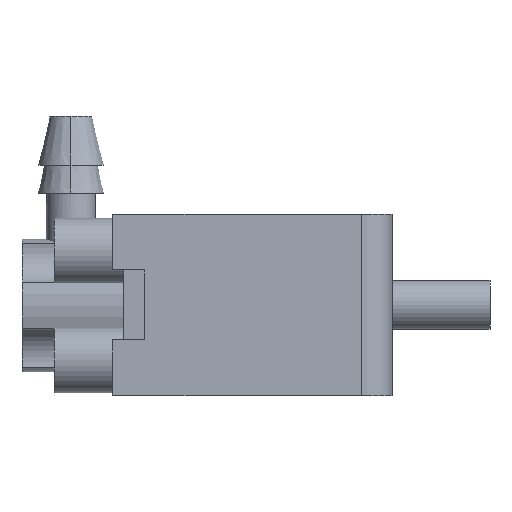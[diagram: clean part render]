
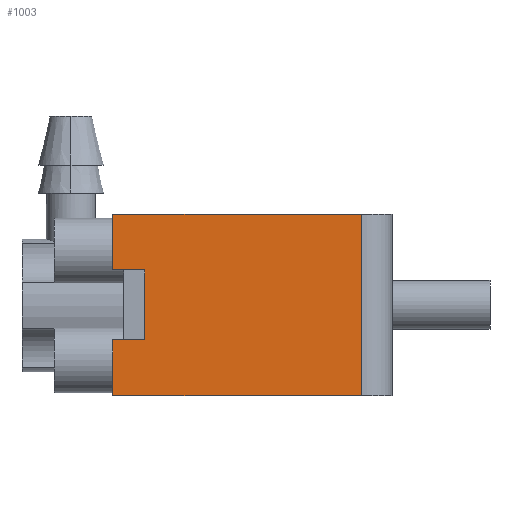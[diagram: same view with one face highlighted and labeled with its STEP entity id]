
A CAD part, front view. The second image highlights one B-rep face of the part: STEP entity #1003.
In plain terms, the highlighted planar face has unit normal (0, -1, 0).
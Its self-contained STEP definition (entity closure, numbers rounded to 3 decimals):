
#43 = VERTEX_POINT ( 'NONE', #2465 ) ;
#76 = EDGE_LOOP ( 'NONE', ( #3442, #3334, #996, #850, #2750, #3358, #970, #148 ) ) ;
#115 = LINE ( 'NONE', #2348, #980 ) ;
#148 = ORIENTED_EDGE ( 'NONE', *, *, #2303, .F. ) ;
#169 = EDGE_CURVE ( 'NONE', #3238, #43, #1943, .T. ) ;
#417 = CARTESIAN_POINT ( 'NONE',  ( -10., -7.5, 0. ) ) ;
#475 = CARTESIAN_POINT ( 'NONE',  ( -7.7, -7.5, 4. ) ) ;
#484 = DIRECTION ( 'NONE',  ( 1., 0., 0. ) ) ;
#524 = CARTESIAN_POINT ( 'NONE',  ( -10., -7.5, 13. ) ) ;
#654 = CARTESIAN_POINT ( 'NONE',  ( 7.8, -7.5, 13. ) ) ;
#678 = LINE ( 'NONE', #2474, #3413 ) ;
#721 = VECTOR ( 'NONE', #1277, 1000. ) ;
#819 = VECTOR ( 'NONE', #1223, 1000. ) ;
#838 = CARTESIAN_POINT ( 'NONE',  ( -10., -7.5, 13. ) ) ;
#843 = DIRECTION ( 'NONE',  ( -1., 0., 0. ) ) ;
#850 = ORIENTED_EDGE ( 'NONE', *, *, #2954, .T. ) ;
#861 = VERTEX_POINT ( 'NONE', #1016 ) ;
#941 = CARTESIAN_POINT ( 'NONE',  ( -10., -7.5, 9. ) ) ;
#970 = ORIENTED_EDGE ( 'NONE', *, *, #169, .T. ) ;
#980 = VECTOR ( 'NONE', #484, 1000. ) ;
#996 = ORIENTED_EDGE ( 'NONE', *, *, #1177, .T. ) ;
#1003 = ADVANCED_FACE ( 'NONE', ( #2515 ), #2419, .F. ) ;
#1013 = CARTESIAN_POINT ( 'NONE',  ( -10., -7.5, 13. ) ) ;
#1016 = CARTESIAN_POINT ( 'NONE',  ( -7.7, -7.5, 9. ) ) ;
#1068 = VERTEX_POINT ( 'NONE', #2179 ) ;
#1112 = LINE ( 'NONE', #838, #3154 ) ;
#1133 = DIRECTION ( 'NONE',  ( 0., 0., -1. ) ) ;
#1177 = EDGE_CURVE ( 'NONE', #861, #1621, #678, .T. ) ;
#1223 = DIRECTION ( 'NONE',  ( 0., 0., -1. ) ) ;
#1277 = DIRECTION ( 'NONE',  ( 0., 0., -1. ) ) ;
#1438 = LINE ( 'NONE', #1013, #721 ) ;
#1621 = VERTEX_POINT ( 'NONE', #475 ) ;
#1640 = EDGE_CURVE ( 'NONE', #2397, #3238, #115, .T. ) ;
#1644 = EDGE_CURVE ( 'NONE', #1703, #2397, #1438, .T. ) ;
#1703 = VERTEX_POINT ( 'NONE', #2622 ) ;
#1772 = CARTESIAN_POINT ( 'NONE',  ( -10., -7.5, 13. ) ) ;
#1859 = LINE ( 'NONE', #2709, #2256 ) ;
#1943 = LINE ( 'NONE', #654, #2109 ) ;
#2087 = VECTOR ( 'NONE', #2279, 1000. ) ;
#2109 = VECTOR ( 'NONE', #2521, 1000. ) ;
#2152 = CARTESIAN_POINT ( 'NONE',  ( -10., -7.5, 13. ) ) ;
#2165 = LINE ( 'NONE', #941, #2087 ) ;
#2179 = CARTESIAN_POINT ( 'NONE',  ( -10., -7.5, 9. ) ) ;
#2256 = VECTOR ( 'NONE', #843, 1000. ) ;
#2279 = DIRECTION ( 'NONE',  ( 1., 0., 0. ) ) ;
#2303 = EDGE_CURVE ( 'NONE', #2857, #43, #1112, .T. ) ;
#2348 = CARTESIAN_POINT ( 'NONE',  ( -10., -7.5, 0. ) ) ;
#2390 = CARTESIAN_POINT ( 'NONE',  ( 7.8, -7.5, 0. ) ) ;
#2397 = VERTEX_POINT ( 'NONE', #417 ) ;
#2419 = PLANE ( 'NONE',  #3341 ) ;
#2440 = DIRECTION ( 'NONE',  ( 1., 0., 0. ) ) ;
#2465 = CARTESIAN_POINT ( 'NONE',  ( 7.8, -7.5, 13. ) ) ;
#2474 = CARTESIAN_POINT ( 'NONE',  ( -7.7, -7.5, 13. ) ) ;
#2515 = FACE_OUTER_BOUND ( 'NONE', #76, .T. ) ;
#2521 = DIRECTION ( 'NONE',  ( 0., 0., 1. ) ) ;
#2622 = CARTESIAN_POINT ( 'NONE',  ( -10., -7.5, 4. ) ) ;
#2657 = DIRECTION ( 'NONE',  ( 0., 1., 0. ) ) ;
#2663 = EDGE_CURVE ( 'NONE', #1068, #861, #2165, .T. ) ;
#2679 = DIRECTION ( 'NONE',  ( 0., 0., 1. ) ) ;
#2709 = CARTESIAN_POINT ( 'NONE',  ( -10., -7.5, 4. ) ) ;
#2750 = ORIENTED_EDGE ( 'NONE', *, *, #1644, .T. ) ;
#2793 = EDGE_CURVE ( 'NONE', #2857, #1068, #2943, .T. ) ;
#2857 = VERTEX_POINT ( 'NONE', #524 ) ;
#2943 = LINE ( 'NONE', #1772, #819 ) ;
#2954 = EDGE_CURVE ( 'NONE', #1621, #1703, #1859, .T. ) ;
#3154 = VECTOR ( 'NONE', #2440, 1000. ) ;
#3238 = VERTEX_POINT ( 'NONE', #2390 ) ;
#3334 = ORIENTED_EDGE ( 'NONE', *, *, #2663, .T. ) ;
#3341 = AXIS2_PLACEMENT_3D ( 'NONE', #2152, #2657, #2679 ) ;
#3358 = ORIENTED_EDGE ( 'NONE', *, *, #1640, .T. ) ;
#3413 = VECTOR ( 'NONE', #1133, 1000. ) ;
#3442 = ORIENTED_EDGE ( 'NONE', *, *, #2793, .T. ) ;
